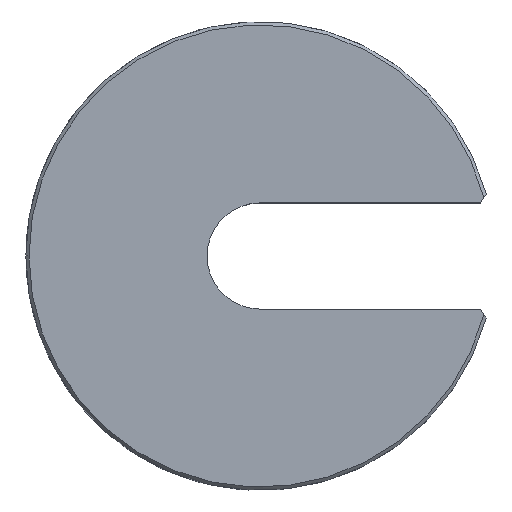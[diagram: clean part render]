
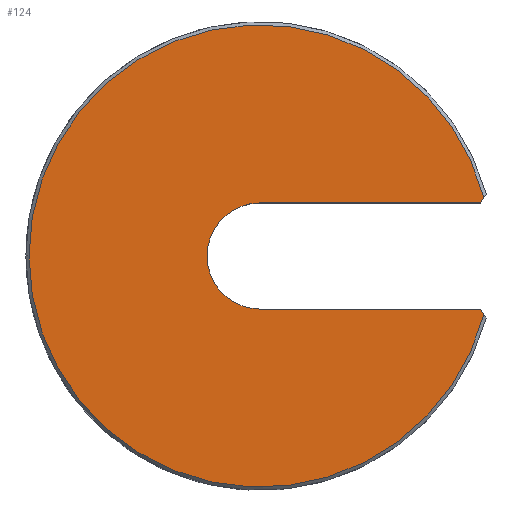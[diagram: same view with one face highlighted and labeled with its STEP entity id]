
A CAD part, top view. The second image highlights one B-rep face of the part: STEP entity #124.
In plain terms, the highlighted planar face has unit normal (0, 0, 1).
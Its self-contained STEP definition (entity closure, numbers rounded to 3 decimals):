
#9 = VECTOR ( 'NONE', #258, 1000. ) ;
#11 = AXIS2_PLACEMENT_3D ( 'NONE', #207, #257, #248 ) ;
#13 = FACE_OUTER_BOUND ( 'NONE', #69, .T. ) ;
#15 = VECTOR ( 'NONE', #279, 1000. ) ;
#18 = AXIS2_PLACEMENT_3D ( 'NONE', #274, #283, #287 ) ;
#31 = AXIS2_PLACEMENT_3D ( 'NONE', #358, #356, #360 ) ;
#34 = VECTOR ( 'NONE', #174, 1000. ) ;
#39 = VECTOR ( 'NONE', #298, 1000. ) ;
#44 = AXIS2_PLACEMENT_3D ( 'NONE', #364, #365, #369 ) ;
#69 = EDGE_LOOP ( 'NONE', ( #264, #266, #305, #270, #196, #261, #232 ) ) ;
#77 = CIRCLE ( 'NONE', #11, 8.5 ) ;
#78 = CIRCLE ( 'NONE', #18, 37. ) ;
#82 = EDGE_CURVE ( 'NONE', #327, #191, #217, .T. ) ;
#83 = EDGE_CURVE ( 'NONE', #307, #191, #192, .T. ) ;
#88 = EDGE_CURVE ( 'NONE', #180, #327, #77, .T. ) ;
#95 = CIRCLE ( 'NONE', #44, 37. ) ;
#96 = EDGE_CURVE ( 'NONE', #306, #272, #275, .T. ) ;
#111 = EDGE_CURVE ( 'NONE', #272, #185, #78, .T. ) ;
#115 = EDGE_CURVE ( 'NONE', #306, #180, #297, .T. ) ;
#124 = ADVANCED_FACE ( 'NONE', ( #13 ), #354, .T. ) ;
#127 = EDGE_CURVE ( 'NONE', #185, #307, #95, .T. ) ;
#174 = DIRECTION ( 'NONE',  ( 1., 0., 0. ) ) ;
#175 = CARTESIAN_POINT ( 'NONE',  ( 21.612, 13.452, 0. ) ) ;
#180 = VERTEX_POINT ( 'NONE', #399 ) ;
#185 = VERTEX_POINT ( 'NONE', #401 ) ;
#191 = VERTEX_POINT ( 'NONE', #402 ) ;
#192 = LINE ( 'NONE', #175, #9 ) ;
#196 = ORIENTED_EDGE ( 'NONE', *, *, #83, .T. ) ;
#198 = CARTESIAN_POINT ( 'NONE',  ( 37.5, -8.5, 0. ) ) ;
#207 = CARTESIAN_POINT ( 'NONE',  ( 0., 0., 0. ) ) ;
#210 = CARTESIAN_POINT ( 'NONE',  ( 35.8, 9.345, 0. ) ) ;
#217 = LINE ( 'NONE', #198, #34 ) ;
#218 = CARTESIAN_POINT ( 'NONE',  ( 35.8, -9.345, 0. ) ) ;
#221 = CARTESIAN_POINT ( 'NONE',  ( 35.275, 8.5, 0. ) ) ;
#232 = ORIENTED_EDGE ( 'NONE', *, *, #88, .F. ) ;
#248 = DIRECTION ( 'NONE',  ( 1., 0., 0. ) ) ;
#257 = DIRECTION ( 'NONE',  ( 0., 0., 1. ) ) ;
#258 = DIRECTION ( 'NONE',  ( -0.528, 0.849, 0. ) ) ;
#261 = ORIENTED_EDGE ( 'NONE', *, *, #82, .F. ) ;
#264 = ORIENTED_EDGE ( 'NONE', *, *, #115, .F. ) ;
#266 = ORIENTED_EDGE ( 'NONE', *, *, #96, .T. ) ;
#270 = ORIENTED_EDGE ( 'NONE', *, *, #127, .T. ) ;
#272 = VERTEX_POINT ( 'NONE', #210 ) ;
#274 = CARTESIAN_POINT ( 'NONE',  ( 0., 0., 0. ) ) ;
#275 = LINE ( 'NONE', #276, #15 ) ;
#276 = CARTESIAN_POINT ( 'NONE',  ( 21.612, -13.452, 0. ) ) ;
#279 = DIRECTION ( 'NONE',  ( 0.528, 0.849, 0. ) ) ;
#283 = DIRECTION ( 'NONE',  ( 0., 0., 1. ) ) ;
#287 = DIRECTION ( 'NONE',  ( 1., 0., 0. ) ) ;
#297 = LINE ( 'NONE', #300, #39 ) ;
#298 = DIRECTION ( 'NONE',  ( -1., 0., 0. ) ) ;
#300 = CARTESIAN_POINT ( 'NONE',  ( 0., 8.5, 0. ) ) ;
#305 = ORIENTED_EDGE ( 'NONE', *, *, #111, .T. ) ;
#306 = VERTEX_POINT ( 'NONE', #221 ) ;
#307 = VERTEX_POINT ( 'NONE', #218 ) ;
#327 = VERTEX_POINT ( 'NONE', #334 ) ;
#334 = CARTESIAN_POINT ( 'NONE',  ( 0., -8.5, 0. ) ) ;
#354 = PLANE ( 'NONE',  #31 ) ;
#356 = DIRECTION ( 'NONE',  ( 0., 0., 1. ) ) ;
#358 = CARTESIAN_POINT ( 'NONE',  ( 0., 0., 0. ) ) ;
#360 = DIRECTION ( 'NONE',  ( 1., 0., 0. ) ) ;
#364 = CARTESIAN_POINT ( 'NONE',  ( 0., 0., 0. ) ) ;
#365 = DIRECTION ( 'NONE',  ( 0., 0., 1. ) ) ;
#369 = DIRECTION ( 'NONE',  ( 1., 0., 0. ) ) ;
#399 = CARTESIAN_POINT ( 'NONE',  ( 0., 8.5, 0. ) ) ;
#401 = CARTESIAN_POINT ( 'NONE',  ( -37., 0., 0. ) ) ;
#402 = CARTESIAN_POINT ( 'NONE',  ( 35.275, -8.5, 0. ) ) ;
